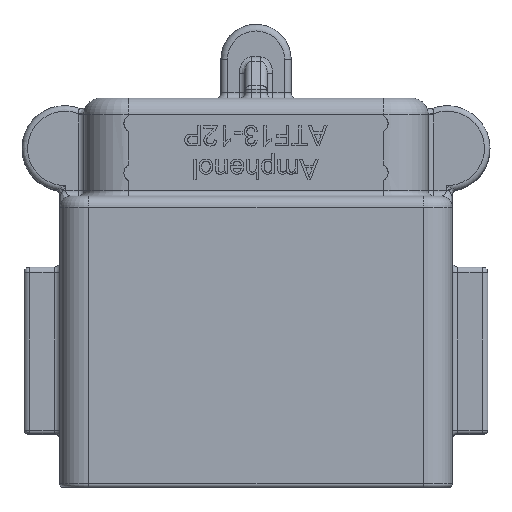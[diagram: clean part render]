
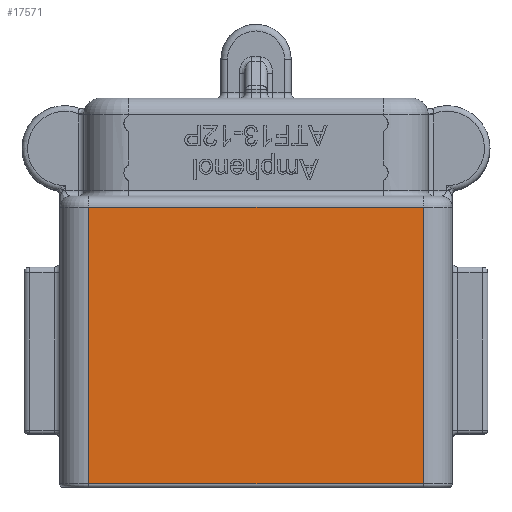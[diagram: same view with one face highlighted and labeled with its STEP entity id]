
A CAD part, top view. The second image highlights one B-rep face of the part: STEP entity #17571.
In plain terms, the highlighted planar face has unit normal (0, 0, 1).
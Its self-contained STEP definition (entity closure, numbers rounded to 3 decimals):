
#2195=DIRECTION('',(1.,0.,0.));
#2196=VECTOR('',#2195,29.95);
#2197=CARTESIAN_POINT('',(-14.975,0.2,11.1));
#2198=LINE('',#2197,#2196);
#2207=DIRECTION('',(-1.,0.,0.));
#2208=VECTOR('',#2207,29.95);
#2209=CARTESIAN_POINT('',(14.975,25.,11.1));
#2210=LINE('',#2209,#2208);
#4801=DIRECTION('',(0.,1.,0.));
#4802=VECTOR('',#4801,24.8);
#4803=CARTESIAN_POINT('',(14.975,0.2,11.1));
#4804=LINE('',#4803,#4802);
#11738=DIRECTION('',(0.,-1.,0.));
#11739=VECTOR('',#11738,24.8);
#11740=CARTESIAN_POINT('',(-14.975,25.,11.1));
#11741=LINE('',#11740,#11739);
#12701=CARTESIAN_POINT('',(-14.975,0.2,11.1));
#12702=CARTESIAN_POINT('',(14.975,0.2,11.1));
#12703=VERTEX_POINT('',#12701);
#12704=VERTEX_POINT('',#12702);
#12705=CARTESIAN_POINT('',(14.975,25.,11.1));
#12706=CARTESIAN_POINT('',(-14.975,25.,11.1));
#12707=VERTEX_POINT('',#12705);
#12708=VERTEX_POINT('',#12706);
#17557=CARTESIAN_POINT('',(-17.125,0.,11.1));
#17558=DIRECTION('',(0.,0.,1.));
#17559=DIRECTION('',(1.,0.,0.));
#17560=AXIS2_PLACEMENT_3D('',#17557,#17558,#17559);
#17561=PLANE('',#17560);
#17563=ORIENTED_EDGE('',*,*,#17562,.F.);
#17565=ORIENTED_EDGE('',*,*,#17564,.F.);
#17566=ORIENTED_EDGE('',*,*,#17547,.F.);
#17568=ORIENTED_EDGE('',*,*,#17567,.F.);
#17569=EDGE_LOOP('',(#17563,#17565,#17566,#17568));
#17570=FACE_OUTER_BOUND('',#17569,.F.);
#17571=ADVANCED_FACE('',(#17570),#17561,.T.);
#17547=EDGE_CURVE('',#12703,#12704,#2198,.T.);
#17562=EDGE_CURVE('',#12707,#12708,#2210,.T.);
#17564=EDGE_CURVE('',#12704,#12707,#4804,.T.);
#17567=EDGE_CURVE('',#12708,#12703,#11741,.T.);
